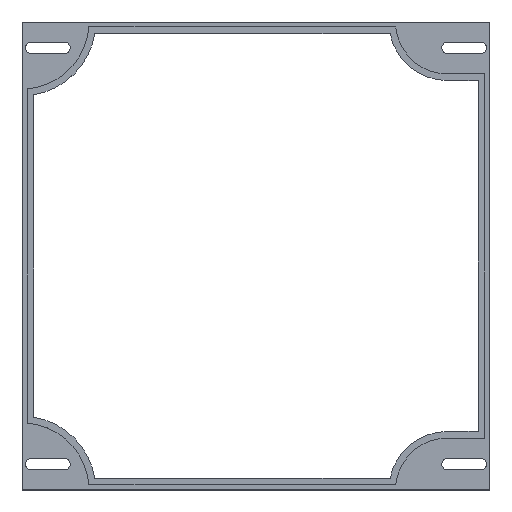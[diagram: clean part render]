
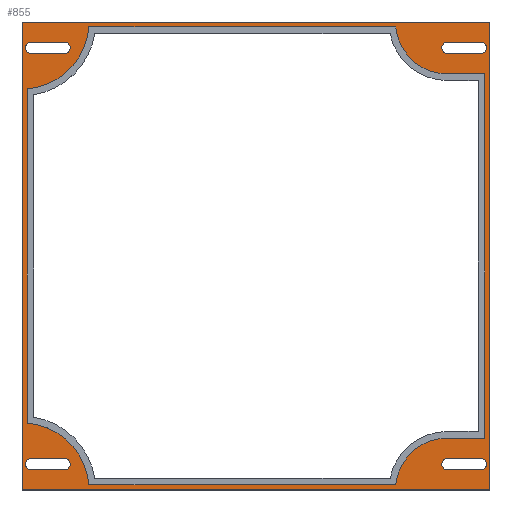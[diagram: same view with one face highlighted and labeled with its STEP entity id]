
A CAD part, top view. The second image highlights one B-rep face of the part: STEP entity #855.
In plain terms, the highlighted planar face has unit normal (0, 0, 1).
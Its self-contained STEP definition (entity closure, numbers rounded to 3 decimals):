
#16=FACE_BOUND('',#160,.T.);
#17=FACE_BOUND('',#161,.T.);
#18=FACE_BOUND('',#162,.T.);
#19=FACE_BOUND('',#163,.T.);
#20=FACE_BOUND('',#164,.T.);
#27=CIRCLE('',#874,1.7);
#29=CIRCLE('',#878,1.7);
#31=CIRCLE('',#882,1.7);
#33=CIRCLE('',#886,1.7);
#35=CIRCLE('',#889,1.7);
#37=CIRCLE('',#893,1.7);
#39=CIRCLE('',#898,1.7);
#41=CIRCLE('',#902,1.7);
#50=CIRCLE('',#923,15.5);
#52=CIRCLE('',#929,15.5);
#54=CIRCLE('',#933,20.056);
#56=CIRCLE('',#937,20.056);
#115=FACE_OUTER_BOUND('',#159,.T.);
#159=EDGE_LOOP('',(#727,#728,#729,#730));
#160=EDGE_LOOP('',(#731,#732,#733,#734));
#161=EDGE_LOOP('',(#735,#736,#737,#738));
#162=EDGE_LOOP('',(#739,#740,#741,#742));
#163=EDGE_LOOP('',(#743,#744,#745,#746));
#164=EDGE_LOOP('',(#747,#748,#749,#750,#751,#752,#753,#754,#755,#756));
#173=LINE('',#1194,#261);
#177=LINE('',#1206,#265);
#181=LINE('',#1218,#269);
#185=LINE('',#1230,#273);
#190=LINE('',#1248,#278);
#194=LINE('',#1258,#282);
#197=LINE('',#1266,#285);
#201=LINE('',#1278,#289);
#225=LINE('',#1346,#313);
#230=LINE('',#1360,#318);
#233=LINE('',#1366,#321);
#236=LINE('',#1372,#324);
#240=LINE('',#1384,#328);
#244=LINE('',#1396,#332);
#249=LINE('',#1411,#337);
#252=LINE('',#1417,#340);
#255=LINE('',#1423,#343);
#258=LINE('',#1427,#346);
#261=VECTOR('',#952,10.);
#265=VECTOR('',#964,10.);
#269=VECTOR('',#976,10.);
#273=VECTOR('',#988,10.);
#278=VECTOR('',#1007,10.);
#282=VECTOR('',#1019,10.);
#285=VECTOR('',#1024,10.);
#289=VECTOR('',#1036,10.);
#313=VECTOR('',#1104,10.);
#318=VECTOR('',#1117,10.);
#321=VECTOR('',#1122,10.);
#324=VECTOR('',#1127,10.);
#328=VECTOR('',#1139,10.);
#332=VECTOR('',#1151,10.);
#337=VECTOR('',#1166,10.);
#340=VECTOR('',#1171,10.);
#343=VECTOR('',#1176,10.);
#346=VECTOR('',#1181,10.);
#349=VERTEX_POINT('',#1191);
#350=VERTEX_POINT('',#1193);
#352=VERTEX_POINT('',#1199);
#354=VERTEX_POINT('',#1205);
#357=VERTEX_POINT('',#1215);
#358=VERTEX_POINT('',#1217);
#360=VERTEX_POINT('',#1223);
#362=VERTEX_POINT('',#1229);
#365=VERTEX_POINT('',#1239);
#366=VERTEX_POINT('',#1241);
#368=VERTEX_POINT('',#1247);
#370=VERTEX_POINT('',#1253);
#373=VERTEX_POINT('',#1263);
#374=VERTEX_POINT('',#1265);
#376=VERTEX_POINT('',#1271);
#378=VERTEX_POINT('',#1277);
#399=VERTEX_POINT('',#1344);
#400=VERTEX_POINT('',#1345);
#403=VERTEX_POINT('',#1353);
#405=VERTEX_POINT('',#1359);
#407=VERTEX_POINT('',#1365);
#409=VERTEX_POINT('',#1371);
#411=VERTEX_POINT('',#1377);
#413=VERTEX_POINT('',#1383);
#415=VERTEX_POINT('',#1389);
#417=VERTEX_POINT('',#1395);
#421=VERTEX_POINT('',#1408);
#422=VERTEX_POINT('',#1410);
#424=VERTEX_POINT('',#1416);
#426=VERTEX_POINT('',#1422);
#429=EDGE_CURVE('',#350,#349,#173,.T.);
#432=EDGE_CURVE('',#352,#350,#27,.T.);
#435=EDGE_CURVE('',#354,#352,#177,.T.);
#438=EDGE_CURVE('',#349,#354,#29,.T.);
#441=EDGE_CURVE('',#358,#357,#181,.T.);
#444=EDGE_CURVE('',#360,#358,#31,.T.);
#447=EDGE_CURVE('',#362,#360,#185,.T.);
#450=EDGE_CURVE('',#357,#362,#33,.T.);
#453=EDGE_CURVE('',#366,#365,#35,.T.);
#456=EDGE_CURVE('',#368,#366,#190,.T.);
#459=EDGE_CURVE('',#370,#368,#37,.T.);
#462=EDGE_CURVE('',#365,#370,#194,.T.);
#465=EDGE_CURVE('',#374,#373,#197,.T.);
#468=EDGE_CURVE('',#376,#374,#39,.T.);
#471=EDGE_CURVE('',#378,#376,#201,.T.);
#474=EDGE_CURVE('',#373,#378,#41,.T.);
#505=EDGE_CURVE('',#399,#400,#225,.T.);
#509=EDGE_CURVE('',#400,#403,#50,.T.);
#512=EDGE_CURVE('',#403,#405,#230,.T.);
#515=EDGE_CURVE('',#405,#407,#233,.T.);
#518=EDGE_CURVE('',#407,#409,#236,.T.);
#521=EDGE_CURVE('',#409,#411,#52,.T.);
#524=EDGE_CURVE('',#411,#413,#240,.T.);
#527=EDGE_CURVE('',#413,#415,#54,.T.);
#530=EDGE_CURVE('',#415,#417,#244,.T.);
#533=EDGE_CURVE('',#417,#399,#56,.T.);
#537=EDGE_CURVE('',#422,#421,#249,.T.);
#540=EDGE_CURVE('',#424,#422,#252,.T.);
#543=EDGE_CURVE('',#426,#424,#255,.T.);
#546=EDGE_CURVE('',#421,#426,#258,.T.);
#727=ORIENTED_EDGE('',*,*,#546,.T.);
#728=ORIENTED_EDGE('',*,*,#543,.T.);
#729=ORIENTED_EDGE('',*,*,#540,.T.);
#730=ORIENTED_EDGE('',*,*,#537,.T.);
#731=ORIENTED_EDGE('',*,*,#429,.T.);
#732=ORIENTED_EDGE('',*,*,#438,.T.);
#733=ORIENTED_EDGE('',*,*,#435,.T.);
#734=ORIENTED_EDGE('',*,*,#432,.T.);
#735=ORIENTED_EDGE('',*,*,#441,.T.);
#736=ORIENTED_EDGE('',*,*,#450,.T.);
#737=ORIENTED_EDGE('',*,*,#447,.T.);
#738=ORIENTED_EDGE('',*,*,#444,.T.);
#739=ORIENTED_EDGE('',*,*,#453,.T.);
#740=ORIENTED_EDGE('',*,*,#462,.T.);
#741=ORIENTED_EDGE('',*,*,#459,.T.);
#742=ORIENTED_EDGE('',*,*,#456,.T.);
#743=ORIENTED_EDGE('',*,*,#465,.T.);
#744=ORIENTED_EDGE('',*,*,#474,.T.);
#745=ORIENTED_EDGE('',*,*,#471,.T.);
#746=ORIENTED_EDGE('',*,*,#468,.T.);
#747=ORIENTED_EDGE('',*,*,#505,.T.);
#748=ORIENTED_EDGE('',*,*,#509,.T.);
#749=ORIENTED_EDGE('',*,*,#512,.T.);
#750=ORIENTED_EDGE('',*,*,#515,.T.);
#751=ORIENTED_EDGE('',*,*,#518,.T.);
#752=ORIENTED_EDGE('',*,*,#521,.T.);
#753=ORIENTED_EDGE('',*,*,#524,.T.);
#754=ORIENTED_EDGE('',*,*,#527,.T.);
#755=ORIENTED_EDGE('',*,*,#530,.T.);
#756=ORIENTED_EDGE('',*,*,#533,.T.);
#812=PLANE('',#944);
#855=ADVANCED_FACE('',(#115,#16,#17,#18,#19,#20),#812,.T.);
#874=AXIS2_PLACEMENT_3D('',#1200,#958,#959);
#878=AXIS2_PLACEMENT_3D('',#1210,#970,#971);
#882=AXIS2_PLACEMENT_3D('',#1224,#982,#983);
#886=AXIS2_PLACEMENT_3D('',#1234,#994,#995);
#889=AXIS2_PLACEMENT_3D('',#1242,#1001,#1002);
#893=AXIS2_PLACEMENT_3D('',#1254,#1013,#1014);
#898=AXIS2_PLACEMENT_3D('',#1272,#1030,#1031);
#902=AXIS2_PLACEMENT_3D('',#1282,#1042,#1043);
#923=AXIS2_PLACEMENT_3D('',#1354,#1110,#1111);
#929=AXIS2_PLACEMENT_3D('',#1378,#1132,#1133);
#933=AXIS2_PLACEMENT_3D('',#1390,#1144,#1145);
#937=AXIS2_PLACEMENT_3D('',#1401,#1156,#1157);
#944=AXIS2_PLACEMENT_3D('',#1428,#1182,#1183);
#952=DIRECTION('',(1.,0.,0.));
#958=DIRECTION('center_axis',(0.,0.,-1.));
#959=DIRECTION('ref_axis',(0.,1.,0.));
#964=DIRECTION('',(-1.,0.,0.));
#970=DIRECTION('center_axis',(0.,0.,-1.));
#971=DIRECTION('ref_axis',(0.,-1.,0.));
#976=DIRECTION('',(-1.,0.,0.));
#982=DIRECTION('center_axis',(0.,0.,-1.));
#983=DIRECTION('ref_axis',(0.,-1.,0.));
#988=DIRECTION('',(1.,0.,0.));
#994=DIRECTION('center_axis',(0.,0.,-1.));
#995=DIRECTION('ref_axis',(0.,1.,0.));
#1001=DIRECTION('center_axis',(0.,0.,-1.));
#1002=DIRECTION('ref_axis',(0.,-1.,0.));
#1007=DIRECTION('',(1.,0.,0.));
#1013=DIRECTION('center_axis',(0.,0.,-1.));
#1014=DIRECTION('ref_axis',(0.,1.,0.));
#1019=DIRECTION('',(-1.,0.,0.));
#1024=DIRECTION('',(1.,0.,0.));
#1030=DIRECTION('center_axis',(0.,0.,-1.));
#1031=DIRECTION('ref_axis',(0.,1.,0.));
#1036=DIRECTION('',(-1.,0.,0.));
#1042=DIRECTION('center_axis',(0.,0.,-1.));
#1043=DIRECTION('ref_axis',(0.,-1.,0.));
#1104=DIRECTION('',(1.,0.,0.));
#1110=DIRECTION('center_axis',(0.,0.,1.));
#1111=DIRECTION('ref_axis',(-0.995,-0.097,0.));
#1117=DIRECTION('',(1.,0.,0.));
#1122=DIRECTION('',(0.,-1.,0.));
#1127=DIRECTION('',(-1.,0.,0.));
#1132=DIRECTION('center_axis',(0.,0.,1.));
#1133=DIRECTION('ref_axis',(0.,1.,0.));
#1139=DIRECTION('',(-1.,0.,0.));
#1144=DIRECTION('center_axis',(0.,0.,1.));
#1145=DIRECTION('ref_axis',(0.997,0.075,0.));
#1151=DIRECTION('',(0.,1.,0.));
#1156=DIRECTION('center_axis',(0.,0.,1.));
#1157=DIRECTION('ref_axis',(0.075,-0.997,0.));
#1166=DIRECTION('',(0.,-1.,0.));
#1171=DIRECTION('',(-1.,0.,0.));
#1176=DIRECTION('',(0.,1.,0.));
#1181=DIRECTION('',(1.,0.,0.));
#1182=DIRECTION('center_axis',(0.,0.,1.));
#1183=DIRECTION('ref_axis',(1.,0.,0.));
#1191=CARTESIAN_POINT('',(70.25,32.45,0.5));
#1193=CARTESIAN_POINT('',(60.25,32.45,0.5));
#1194=CARTESIAN_POINT('',(93.875,32.45,0.5));
#1199=CARTESIAN_POINT('',(60.25,29.05,0.5));
#1200=CARTESIAN_POINT('Origin',(60.25,30.75,0.5));
#1205=CARTESIAN_POINT('',(70.25,29.05,0.5));
#1206=CARTESIAN_POINT('',(98.875,29.05,0.5));
#1210=CARTESIAN_POINT('Origin',(70.25,30.75,0.5));
#1215=CARTESIAN_POINT('',(184.75,153.55,0.5));
#1217=CARTESIAN_POINT('',(194.75,153.55,0.5));
#1218=CARTESIAN_POINT('',(161.125,153.55,0.5));
#1223=CARTESIAN_POINT('',(194.75,156.95,0.5));
#1224=CARTESIAN_POINT('Origin',(194.75,155.25,0.5));
#1229=CARTESIAN_POINT('',(184.75,156.95,0.5));
#1230=CARTESIAN_POINT('',(156.125,156.95,0.5));
#1234=CARTESIAN_POINT('Origin',(184.75,155.25,0.5));
#1239=CARTESIAN_POINT('',(70.25,153.55,0.5));
#1241=CARTESIAN_POINT('',(70.25,156.95,0.5));
#1242=CARTESIAN_POINT('Origin',(70.25,155.25,0.5));
#1247=CARTESIAN_POINT('',(60.25,156.95,0.5));
#1248=CARTESIAN_POINT('',(93.875,156.95,0.5));
#1253=CARTESIAN_POINT('',(60.25,153.55,0.5));
#1254=CARTESIAN_POINT('Origin',(60.25,155.25,0.5));
#1258=CARTESIAN_POINT('',(98.875,153.55,0.5));
#1263=CARTESIAN_POINT('',(194.75,32.45,0.5));
#1265=CARTESIAN_POINT('',(184.75,32.45,0.5));
#1266=CARTESIAN_POINT('',(156.125,32.45,0.5));
#1271=CARTESIAN_POINT('',(184.75,29.05,0.5));
#1272=CARTESIAN_POINT('Origin',(184.75,30.75,0.5));
#1277=CARTESIAN_POINT('',(194.75,29.05,0.5));
#1278=CARTESIAN_POINT('',(161.125,29.05,0.5));
#1282=CARTESIAN_POINT('Origin',(194.75,30.75,0.5));
#1344=CARTESIAN_POINT('',(77.5,161.5,0.5));
#1345=CARTESIAN_POINT('',(169.323,161.5,0.5));
#1346=CARTESIAN_POINT('',(148.411,161.5,0.5));
#1353=CARTESIAN_POINT('',(184.75,147.5,0.5));
#1354=CARTESIAN_POINT('Origin',(184.75,163.,0.5));
#1359=CARTESIAN_POINT('',(196.,147.5,0.5));
#1360=CARTESIAN_POINT('',(161.75,147.5,0.5));
#1365=CARTESIAN_POINT('',(196.,38.5,0.5));
#1366=CARTESIAN_POINT('',(196.,65.75,0.5));
#1371=CARTESIAN_POINT('',(184.75,38.5,0.5));
#1372=CARTESIAN_POINT('',(156.125,38.5,0.5));
#1377=CARTESIAN_POINT('',(169.323,24.5,0.5));
#1378=CARTESIAN_POINT('Origin',(184.75,23.,0.5));
#1383=CARTESIAN_POINT('',(77.5,24.5,0.5));
#1384=CARTESIAN_POINT('',(102.5,24.5,0.5));
#1389=CARTESIAN_POINT('',(59.,43.,0.5));
#1390=CARTESIAN_POINT('Origin',(57.5,23.,0.5));
#1395=CARTESIAN_POINT('',(59.,143.,0.5));
#1396=CARTESIAN_POINT('',(59.,118.,0.5));
#1401=CARTESIAN_POINT('Origin',(57.5,163.,0.5));
#1408=CARTESIAN_POINT('',(57.5,23.,0.5));
#1410=CARTESIAN_POINT('',(57.5,163.,0.5));
#1411=CARTESIAN_POINT('',(57.5,23.,0.5));
#1416=CARTESIAN_POINT('',(197.5,163.,0.5));
#1417=CARTESIAN_POINT('',(57.5,163.,0.5));
#1422=CARTESIAN_POINT('',(197.5,23.,0.5));
#1423=CARTESIAN_POINT('',(197.5,163.,0.5));
#1427=CARTESIAN_POINT('',(197.5,23.,0.5));
#1428=CARTESIAN_POINT('Origin',(127.5,93.,0.5));
